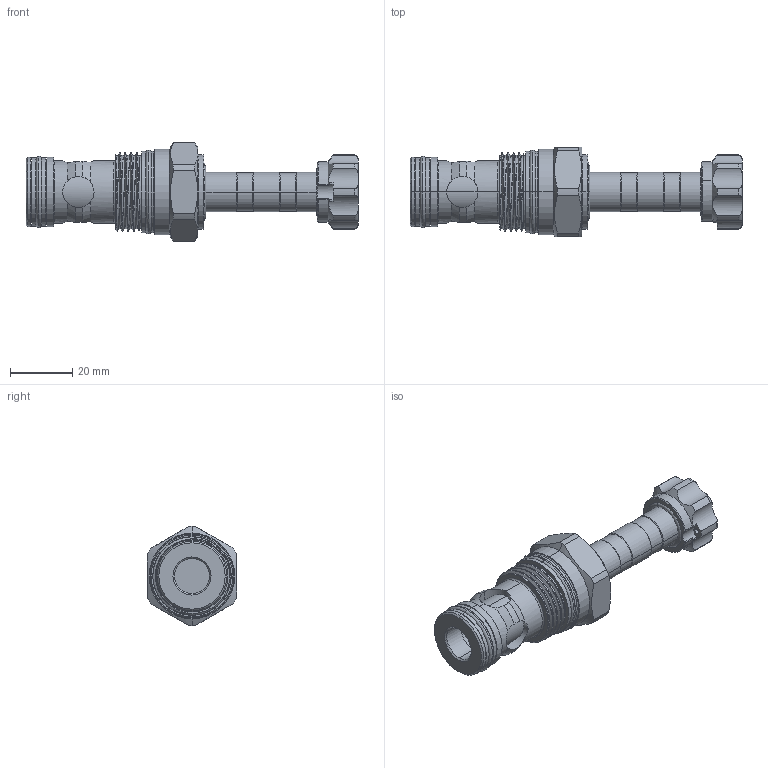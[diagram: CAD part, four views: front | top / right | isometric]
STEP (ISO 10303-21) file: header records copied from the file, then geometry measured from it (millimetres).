
FILE_DESCRIPTION (( 'STEP AP203' ), '1' );
FILE_NAME ('EP5A2A01N05.STEP', '2016-08-11T08:11:12', ( '' ), ( '' ), 'SwSTEP 2.0', 'SolidWorks 2012', '' );
FILE_SCHEMA (( 'CONFIG_CONTROL_DESIGN' ));
Length unit declared in the file: millimetre
Products named in the file (1): EP5A2A01N05
Bounding box: 106.4 x 28.57 x 31.8 mm (x, y, z)
Volume: 33040.3 mm3; surface area: 12665.6 mm2
Topology: 8 solids, 8 shells, 266 faces, 660 edges, 417 vertices
Faces by surface type: cylinder 126, cone 51, torus 38, plane 33, bspline 18
Entity records: 17112 total; most frequent: CARTESIAN_POINT 11005, ORIENTED_EDGE 1320, DIRECTION 1227, EDGE_CURVE 660, AXIS2_PLACEMENT_3D 532, VERTEX_POINT 417, EDGE_LOOP 289, CIRCLE 283
